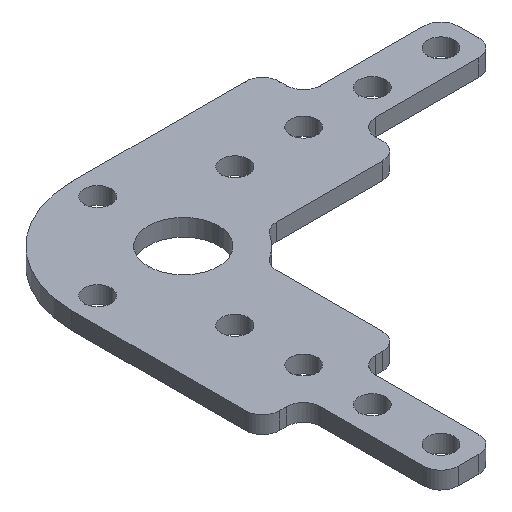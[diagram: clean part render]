
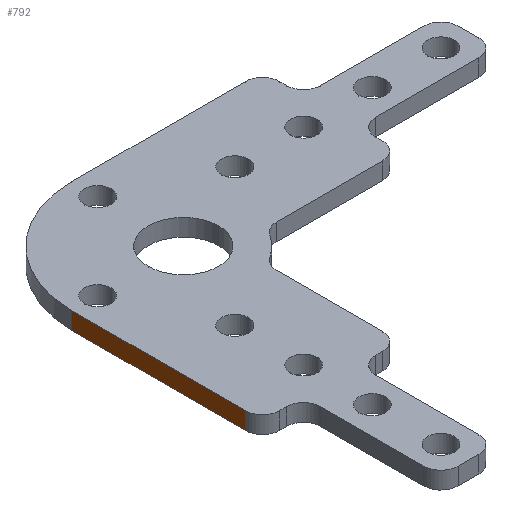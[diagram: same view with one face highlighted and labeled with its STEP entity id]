
A CAD part, isometric view. The second image highlights one B-rep face of the part: STEP entity #792.
In plain terms, the highlighted planar face has unit normal (-1, 0, 0).
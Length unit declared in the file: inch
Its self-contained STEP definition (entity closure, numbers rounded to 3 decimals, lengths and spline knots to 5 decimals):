
#14 = VECTOR ( 'NONE', #85, 39.37008 ) ;
#23 = CARTESIAN_POINT ( 'NONE',  ( -0.5, -1.575, -0.125 ) ) ;
#85 = DIRECTION ( 'NONE',  ( 0., -1., 0. ) ) ;
#115 = CARTESIAN_POINT ( 'NONE',  ( -0.5, -1.575, 0. ) ) ;
#321 = EDGE_LOOP ( 'NONE', ( #1837, #1209, #982, #1567 ) ) ;
#396 = CARTESIAN_POINT ( 'NONE',  ( -0.5, -1.7, -0.125 ) ) ;
#414 = PLANE ( 'NONE',  #1600 ) ;
#442 = EDGE_CURVE ( 'NONE', #1145, #498, #1486, .T. ) ;
#494 = CARTESIAN_POINT ( 'NONE',  ( -0.5, -0.3125, 0. ) ) ;
#498 = VERTEX_POINT ( 'NONE', #494 ) ;
#510 = VERTEX_POINT ( 'NONE', #518 ) ;
#511 = DIRECTION ( 'NONE',  ( 0., 0., 1. ) ) ;
#518 = CARTESIAN_POINT ( 'NONE',  ( -0.5, -1.575, -0.125 ) ) ;
#535 = DIRECTION ( 'NONE',  ( 0., 0., 1. ) ) ;
#595 = EDGE_CURVE ( 'NONE', #1145, #510, #1267, .T. ) ;
#706 = CARTESIAN_POINT ( 'NONE',  ( -0.5, -1.7, -0.125 ) ) ;
#792 = ADVANCED_FACE ( 'NONE', ( #1872 ), #414, .T. ) ;
#887 = DIRECTION ( 'NONE',  ( 0., 0., 1. ) ) ;
#982 = ORIENTED_EDGE ( 'NONE', *, *, #1760, .F. ) ;
#989 = VECTOR ( 'NONE', #887, 39.37008 ) ;
#1016 = CARTESIAN_POINT ( 'NONE',  ( -0.5, -0.3125, -0.125 ) ) ;
#1121 = DIRECTION ( 'NONE',  ( 0., -1., 0. ) ) ;
#1145 = VERTEX_POINT ( 'NONE', #1016 ) ;
#1168 = VECTOR ( 'NONE', #1121, 39.37008 ) ;
#1209 = ORIENTED_EDGE ( 'NONE', *, *, #1342, .T. ) ;
#1267 = LINE ( 'NONE', #396, #1168 ) ;
#1342 = EDGE_CURVE ( 'NONE', #510, #1483, #1511, .T. ) ;
#1411 = LINE ( 'NONE', #1709, #14 ) ;
#1483 = VERTEX_POINT ( 'NONE', #115 ) ;
#1486 = LINE ( 'NONE', #1812, #1570 ) ;
#1511 = LINE ( 'NONE', #23, #989 ) ;
#1567 = ORIENTED_EDGE ( 'NONE', *, *, #442, .F. ) ;
#1570 = VECTOR ( 'NONE', #511, 39.37008 ) ;
#1600 = AXIS2_PLACEMENT_3D ( 'NONE', #706, #1850, #535 ) ;
#1709 = CARTESIAN_POINT ( 'NONE',  ( -0.5, -1.7, 0. ) ) ;
#1760 = EDGE_CURVE ( 'NONE', #498, #1483, #1411, .T. ) ;
#1812 = CARTESIAN_POINT ( 'NONE',  ( -0.5, -0.3125, -0.125 ) ) ;
#1837 = ORIENTED_EDGE ( 'NONE', *, *, #595, .T. ) ;
#1850 = DIRECTION ( 'NONE',  ( -1., 0., 0. ) ) ;
#1872 = FACE_OUTER_BOUND ( 'NONE', #321, .T. ) ;
